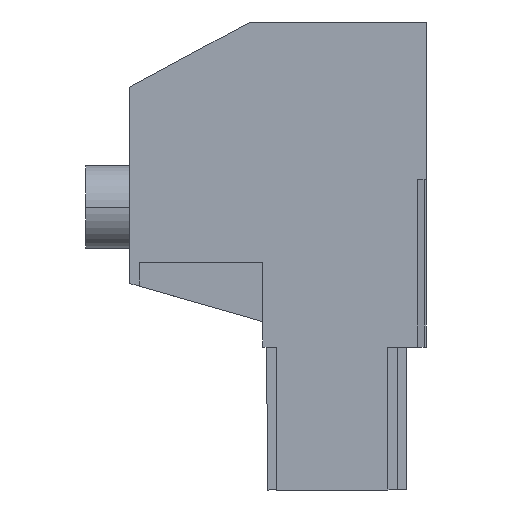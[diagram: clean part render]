
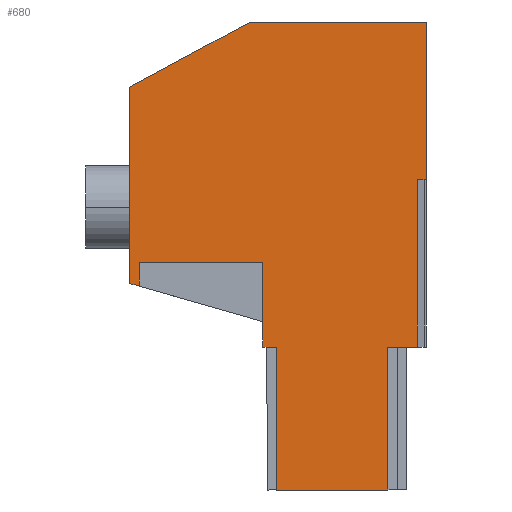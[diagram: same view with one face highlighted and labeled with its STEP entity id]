
A CAD part, left-side view. The second image highlights one B-rep face of the part: STEP entity #680.
In plain terms, the highlighted planar face has unit normal (-1, 0, 0).
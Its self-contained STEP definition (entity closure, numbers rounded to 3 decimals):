
#581=AXIS2_PLACEMENT_3D('Plane Axis2P3D',#578,#579,#580) ;
#91=CARTESIAN_POINT('Vertex',(0.,0.915,14.6)) ;
#94=CARTESIAN_POINT('Line Origine',(0.,2.419,14.6)) ;
#98=CARTESIAN_POINT('Vertex',(0.,3.923,14.6)) ;
#359=CARTESIAN_POINT('Vertex',(0.,0.,47.8)) ;
#362=CARTESIAN_POINT('Line Origine',(0.,0.,39.75)) ;
#366=CARTESIAN_POINT('Vertex',(0.,0.,31.7)) ;
#563=CARTESIAN_POINT('Vertex',(0.,0.915,31.7)) ;
#566=CARTESIAN_POINT('Line Origine',(0.,0.915,23.15)) ;
#578=CARTESIAN_POINT('Axis2P3D Location',(0.,2.,14.6)) ;
#583=CARTESIAN_POINT('Line Origine',(0.,9.6,0.)) ;
#587=CARTESIAN_POINT('Vertex',(0.,3.923,0.)) ;
#589=CARTESIAN_POINT('Vertex',(0.,15.277,0.)) ;
#592=CARTESIAN_POINT('Line Origine',(0.,3.923,7.3)) ;
#597=CARTESIAN_POINT('Line Origine',(0.,0.458,31.7)) ;
#602=CARTESIAN_POINT('Line Origine',(0.,9.,47.8)) ;
#606=CARTESIAN_POINT('Vertex',(0.,18.,47.8)) ;
#609=CARTESIAN_POINT('Line Origine',(0.,24.15,44.475)) ;
#613=CARTESIAN_POINT('Vertex',(0.,30.3,41.15)) ;
#616=CARTESIAN_POINT('Line Origine',(0.,30.3,31.125)) ;
#620=CARTESIAN_POINT('Vertex',(0.,30.3,21.1)) ;
#623=CARTESIAN_POINT('Line Origine',(0.,29.8,20.957)) ;
#627=CARTESIAN_POINT('Vertex',(0.,29.3,20.813)) ;
#630=CARTESIAN_POINT('Line Origine',(0.,29.3,22.032)) ;
#634=CARTESIAN_POINT('Vertex',(0.,29.3,23.25)) ;
#637=CARTESIAN_POINT('Line Origine',(0.,23.,23.25)) ;
#641=CARTESIAN_POINT('Vertex',(0.,16.7,23.25)) ;
#644=CARTESIAN_POINT('Line Origine',(0.,16.7,18.925)) ;
#648=CARTESIAN_POINT('Vertex',(0.,16.7,14.6)) ;
#651=CARTESIAN_POINT('Line Origine',(0.,15.989,14.6)) ;
#655=CARTESIAN_POINT('Vertex',(0.,15.277,14.6)) ;
#658=CARTESIAN_POINT('Line Origine',(0.,15.277,7.3)) ;
#95=DIRECTION('Vector Direction',(0.,1.,0.)) ;
#363=DIRECTION('Vector Direction',(0.,0.,-1.)) ;
#567=DIRECTION('Vector Direction',(0.,0.,1.)) ;
#579=DIRECTION('Axis2P3D Direction',(-1.,0.,0.)) ;
#580=DIRECTION('Axis2P3D XDirection',(0.,1.,0.)) ;
#584=DIRECTION('Vector Direction',(0.,1.,0.)) ;
#593=DIRECTION('Vector Direction',(0.,0.,-1.)) ;
#598=DIRECTION('Vector Direction',(0.,1.,0.)) ;
#603=DIRECTION('Vector Direction',(0.,-1.,0.)) ;
#610=DIRECTION('Vector Direction',(0.,-0.88,0.476)) ;
#617=DIRECTION('Vector Direction',(0.,0.,1.)) ;
#624=DIRECTION('Vector Direction',(0.,0.961,0.276)) ;
#631=DIRECTION('Vector Direction',(0.,0.,-1.)) ;
#638=DIRECTION('Vector Direction',(0.,-1.,0.)) ;
#645=DIRECTION('Vector Direction',(0.,0.,-1.)) ;
#652=DIRECTION('Vector Direction',(0.,1.,0.)) ;
#659=DIRECTION('Vector Direction',(0.,0.,-1.)) ;
#96=VECTOR('Line Direction',#95,1.) ;
#364=VECTOR('Line Direction',#363,1.) ;
#568=VECTOR('Line Direction',#567,1.) ;
#585=VECTOR('Line Direction',#584,1.) ;
#594=VECTOR('Line Direction',#593,1.) ;
#599=VECTOR('Line Direction',#598,1.) ;
#604=VECTOR('Line Direction',#603,1.) ;
#611=VECTOR('Line Direction',#610,1.) ;
#618=VECTOR('Line Direction',#617,1.) ;
#625=VECTOR('Line Direction',#624,1.) ;
#632=VECTOR('Line Direction',#631,1.) ;
#639=VECTOR('Line Direction',#638,1.) ;
#646=VECTOR('Line Direction',#645,1.) ;
#653=VECTOR('Line Direction',#652,1.) ;
#660=VECTOR('Line Direction',#659,1.) ;
#664=ORIENTED_EDGE('',*,*,#591,.F.) ;
#665=ORIENTED_EDGE('',*,*,#596,.F.) ;
#666=ORIENTED_EDGE('',*,*,#100,.F.) ;
#667=ORIENTED_EDGE('',*,*,#570,.T.) ;
#668=ORIENTED_EDGE('',*,*,#601,.F.) ;
#669=ORIENTED_EDGE('',*,*,#368,.F.) ;
#670=ORIENTED_EDGE('',*,*,#608,.F.) ;
#671=ORIENTED_EDGE('',*,*,#615,.F.) ;
#672=ORIENTED_EDGE('',*,*,#622,.F.) ;
#673=ORIENTED_EDGE('',*,*,#629,.F.) ;
#674=ORIENTED_EDGE('',*,*,#636,.F.) ;
#675=ORIENTED_EDGE('',*,*,#643,.F.) ;
#676=ORIENTED_EDGE('',*,*,#650,.T.) ;
#677=ORIENTED_EDGE('',*,*,#657,.F.) ;
#678=ORIENTED_EDGE('',*,*,#662,.T.) ;
#680=ADVANCED_FACE('HOUSING',(#679),#582,.T.) ;
#100=EDGE_CURVE('',#92,#99,#97,.T.) ;
#368=EDGE_CURVE('',#360,#367,#365,.T.) ;
#570=EDGE_CURVE('',#92,#564,#569,.T.) ;
#591=EDGE_CURVE('',#588,#590,#586,.T.) ;
#596=EDGE_CURVE('',#99,#588,#595,.T.) ;
#601=EDGE_CURVE('',#367,#564,#600,.T.) ;
#608=EDGE_CURVE('',#607,#360,#605,.T.) ;
#615=EDGE_CURVE('',#614,#607,#612,.T.) ;
#622=EDGE_CURVE('',#621,#614,#619,.T.) ;
#629=EDGE_CURVE('',#628,#621,#626,.T.) ;
#636=EDGE_CURVE('',#635,#628,#633,.T.) ;
#643=EDGE_CURVE('',#642,#635,#640,.F.) ;
#650=EDGE_CURVE('',#642,#649,#647,.T.) ;
#657=EDGE_CURVE('',#656,#649,#654,.T.) ;
#662=EDGE_CURVE('',#656,#590,#661,.T.) ;
#663=EDGE_LOOP('',(#664,#665,#666,#667,#668,#669,#670,#671,#672,#673,#674,#675,#676,#677,#678)) ;
#679=FACE_OUTER_BOUND('',#663,.T.) ;
#97=LINE('Line',#94,#96) ;
#365=LINE('Line',#362,#364) ;
#569=LINE('Line',#566,#568) ;
#586=LINE('Line',#583,#585) ;
#595=LINE('Line',#592,#594) ;
#600=LINE('Line',#597,#599) ;
#605=LINE('Line',#602,#604) ;
#612=LINE('Line',#609,#611) ;
#619=LINE('Line',#616,#618) ;
#626=LINE('Line',#623,#625) ;
#633=LINE('Line',#630,#632) ;
#640=LINE('Line',#637,#639) ;
#647=LINE('Line',#644,#646) ;
#654=LINE('Line',#651,#653) ;
#661=LINE('Line',#658,#660) ;
#582=PLANE('',#581) ;
#92=VERTEX_POINT('',#91) ;
#99=VERTEX_POINT('',#98) ;
#360=VERTEX_POINT('',#359) ;
#367=VERTEX_POINT('',#366) ;
#564=VERTEX_POINT('',#563) ;
#588=VERTEX_POINT('',#587) ;
#590=VERTEX_POINT('',#589) ;
#607=VERTEX_POINT('',#606) ;
#614=VERTEX_POINT('',#613) ;
#621=VERTEX_POINT('',#620) ;
#628=VERTEX_POINT('',#627) ;
#635=VERTEX_POINT('',#634) ;
#642=VERTEX_POINT('',#641) ;
#649=VERTEX_POINT('',#648) ;
#656=VERTEX_POINT('',#655) ;
